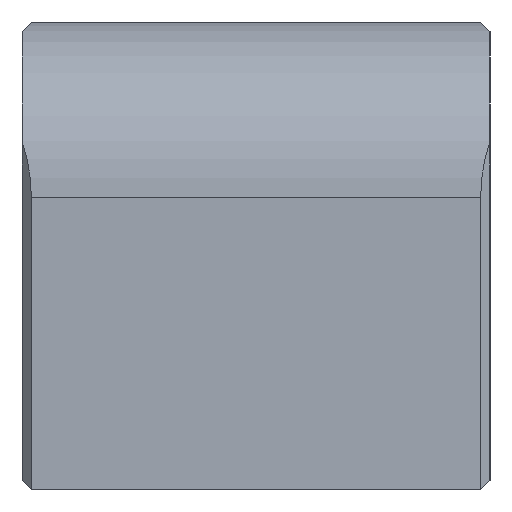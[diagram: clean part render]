
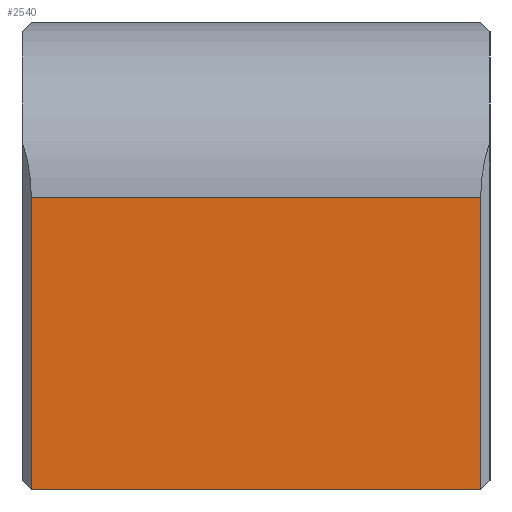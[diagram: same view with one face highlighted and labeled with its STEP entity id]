
A CAD part, left-side view. The second image highlights one B-rep face of the part: STEP entity #2540.
In plain terms, the highlighted planar face has unit normal (-1, 0, 0).
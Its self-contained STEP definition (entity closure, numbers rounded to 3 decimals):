
#17=PLANE('',#2717);
#172=FACE_OUTER_BOUND('',#328,.T.);
#328=EDGE_LOOP('',(#1865,#1866,#1867,#1868));
#486=LINE('',#3585,#844);
#543=LINE('',#3705,#901);
#545=LINE('',#3709,#903);
#546=LINE('',#3710,#904);
#844=VECTOR('',#2888,10.);
#901=VECTOR('',#2955,10.);
#903=VECTOR('',#2959,10.);
#904=VECTOR('',#2960,10.);
#1214=VERTEX_POINT('',#3582);
#1215=VERTEX_POINT('',#3584);
#1273=VERTEX_POINT('',#3704);
#1274=VERTEX_POINT('',#3708);
#1430=EDGE_CURVE('',#1214,#1215,#486,.T.);
#1490=EDGE_CURVE('',#1215,#1273,#543,.T.);
#1492=EDGE_CURVE('',#1274,#1214,#545,.T.);
#1493=EDGE_CURVE('',#1273,#1274,#546,.T.);
#1865=ORIENTED_EDGE('',*,*,#1430,.F.);
#1866=ORIENTED_EDGE('',*,*,#1492,.F.);
#1867=ORIENTED_EDGE('',*,*,#1493,.F.);
#1868=ORIENTED_EDGE('',*,*,#1490,.F.);
#2540=ADVANCED_FACE('',(#172),#17,.T.);
#2717=AXIS2_PLACEMENT_3D('',#3707,#2957,#2958);
#2888=DIRECTION('',(0.,-1.,0.));
#2955=DIRECTION('',(0.,0.,-1.));
#2957=DIRECTION('center_axis',(-1.,0.,0.));
#2958=DIRECTION('ref_axis',(0.,0.,1.));
#2959=DIRECTION('',(0.,0.,1.));
#2960=DIRECTION('',(0.,1.,0.));
#3582=CARTESIAN_POINT('',(0.,39.6,75.5));
#3584=CARTESIAN_POINT('',(0.,20.4,75.5));
#3585=CARTESIAN_POINT('',(0.,36.,75.5));
#3704=CARTESIAN_POINT('',(0.,20.4,63.));
#3705=CARTESIAN_POINT('',(0.,20.4,79.));
#3707=CARTESIAN_POINT('Origin',(0.,36.,75.));
#3708=CARTESIAN_POINT('',(0.,39.6,63.));
#3709=CARTESIAN_POINT('',(0.,39.6,79.));
#3710=CARTESIAN_POINT('',(0.,36.,63.));
